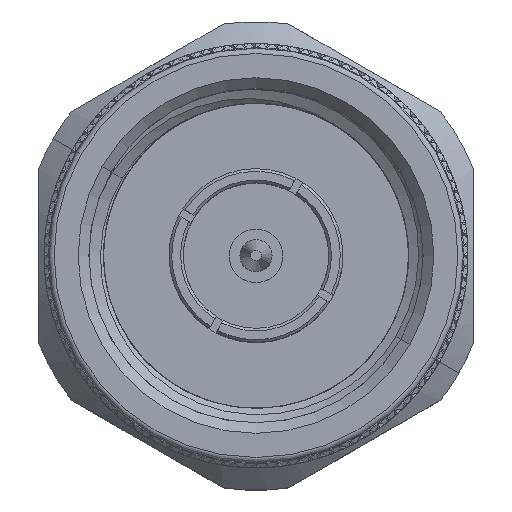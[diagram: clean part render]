
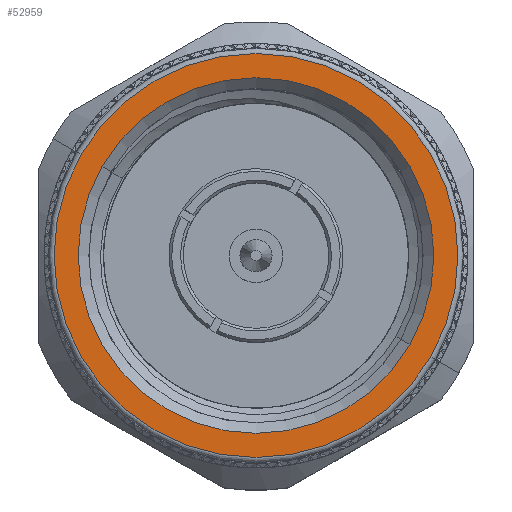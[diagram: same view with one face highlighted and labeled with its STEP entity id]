
A CAD part, top view. The second image highlights one B-rep face of the part: STEP entity #52959.
In plain terms, the highlighted face is planar.
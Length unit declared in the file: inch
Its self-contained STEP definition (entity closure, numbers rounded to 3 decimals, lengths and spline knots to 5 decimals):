
#915 = EDGE_CURVE ( 'NONE', #171623, #74572, #4838, .T. ) ;
#4838 = CIRCLE ( 'NONE', #23089, 0.3776 ) ;
#10354 = FACE_BOUND ( 'NONE', #41622, .T. ) ;
#11305 = DIRECTION ( 'NONE',  ( 1., 0., 0. ) ) ;
#11731 = DIRECTION ( 'NONE',  ( 0., 0., -1. ) ) ;
#19518 = CARTESIAN_POINT ( 'NONE',  ( 0., 0., -0.3325 ) ) ;
#19824 = CIRCLE ( 'NONE', #62157, 0.3776 ) ;
#23089 = AXIS2_PLACEMENT_3D ( 'NONE', #169625, #85646, #40391 ) ;
#23340 = VERTEX_POINT ( 'NONE', #19518 ) ;
#27346 = DIRECTION ( 'NONE',  ( 0., 0., -1. ) ) ;
#33461 = CARTESIAN_POINT ( 'NONE',  ( 0., 0., 0. ) ) ;
#34143 = VERTEX_POINT ( 'NONE', #111295 ) ;
#40391 = DIRECTION ( 'NONE',  ( 0., 0., -1. ) ) ;
#41622 = EDGE_LOOP ( 'NONE', ( #101027, #90998 ) ) ;
#48507 = DIRECTION ( 'NONE',  ( 0., 0., -1. ) ) ;
#48845 = AXIS2_PLACEMENT_3D ( 'NONE', #182550, #97706, #11731 ) ;
#52959 = ADVANCED_FACE ( 'NONE', ( #10354, #112332 ), #99131, .F. ) ;
#60188 = DIRECTION ( 'NONE',  ( 0., 0., -1. ) ) ;
#62011 = ORIENTED_EDGE ( 'NONE', *, *, #167018, .T. ) ;
#62157 = AXIS2_PLACEMENT_3D ( 'NONE', #33461, #91069, #48507 ) ;
#63153 = EDGE_CURVE ( 'NONE', #34143, #23340, #178454, .T. ) ;
#74572 = VERTEX_POINT ( 'NONE', #162609 ) ;
#85143 = AXIS2_PLACEMENT_3D ( 'NONE', #156597, #11305, #27346 ) ;
#85646 = DIRECTION ( 'NONE',  ( -1., 0., 0. ) ) ;
#86648 = CARTESIAN_POINT ( 'NONE',  ( 0., 0., 0. ) ) ;
#90041 = EDGE_CURVE ( 'NONE', #23340, #34143, #143574, .T. ) ;
#90377 = DIRECTION ( 'NONE',  ( 1., 0., 0. ) ) ;
#90998 = ORIENTED_EDGE ( 'NONE', *, *, #90041, .T. ) ;
#91069 = DIRECTION ( 'NONE',  ( -1., 0., 0. ) ) ;
#97706 = DIRECTION ( 'NONE',  ( 1., 0., 0. ) ) ;
#99131 = PLANE ( 'NONE',  #85143 ) ;
#101027 = ORIENTED_EDGE ( 'NONE', *, *, #63153, .T. ) ;
#102885 = EDGE_LOOP ( 'NONE', ( #142791, #62011 ) ) ;
#111295 = CARTESIAN_POINT ( 'NONE',  ( 0., 0., 0.3325 ) ) ;
#112332 = FACE_OUTER_BOUND ( 'NONE', #102885, .T. ) ;
#125500 = AXIS2_PLACEMENT_3D ( 'NONE', #86648, #90377, #60188 ) ;
#142791 = ORIENTED_EDGE ( 'NONE', *, *, #915, .T. ) ;
#143574 = CIRCLE ( 'NONE', #125500, 0.3325 ) ;
#156597 = CARTESIAN_POINT ( 'NONE',  ( 0., 0., 0. ) ) ;
#162609 = CARTESIAN_POINT ( 'NONE',  ( 0., 0., 0.3776 ) ) ;
#167018 = EDGE_CURVE ( 'NONE', #74572, #171623, #19824, .T. ) ;
#167750 = CARTESIAN_POINT ( 'NONE',  ( 0., 0., -0.3776 ) ) ;
#169625 = CARTESIAN_POINT ( 'NONE',  ( 0., 0., 0. ) ) ;
#171623 = VERTEX_POINT ( 'NONE', #167750 ) ;
#178454 = CIRCLE ( 'NONE', #48845, 0.3325 ) ;
#182550 = CARTESIAN_POINT ( 'NONE',  ( 0., 0., 0. ) ) ;
